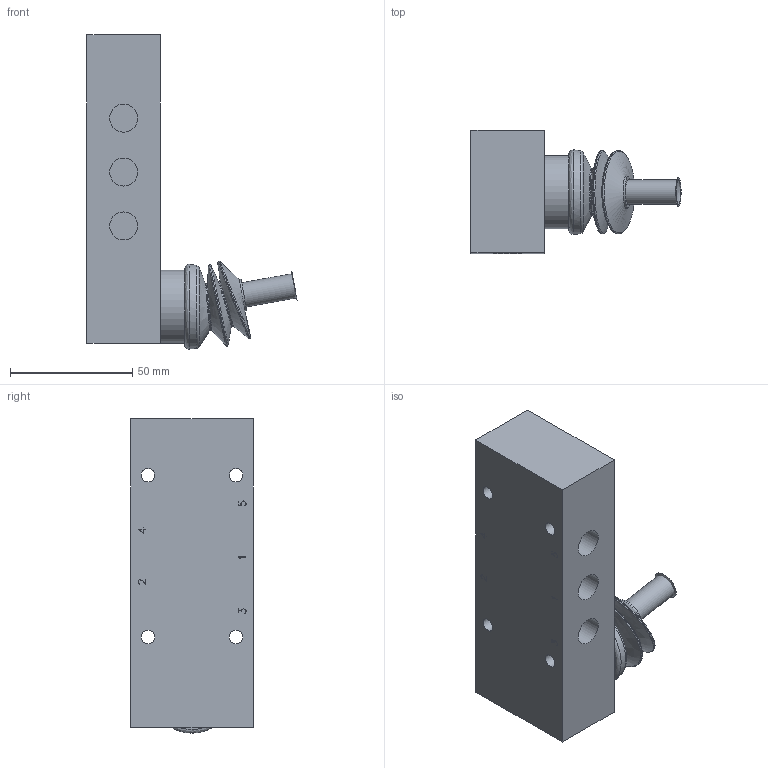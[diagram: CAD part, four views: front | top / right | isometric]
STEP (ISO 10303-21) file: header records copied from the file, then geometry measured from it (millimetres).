
FILE_DESCRIPTION (( 'STEP AP214' ), '1' );
FILE_NAME ('HR-14-520_Airtec.step', '2018-11-14T13:56:07', ( '' ), ( '' ), 'SwSTEP 2.0', 'SolidWorks 2010', '' );
FILE_SCHEMA (( 'AUTOMOTIVE_DESIGN' ));
Length unit declared in the file: millimetre
Products named in the file (1): HR-14-520_Airtec
Bounding box: 85.77 x 50 x 128.3 mm (x, y, z)
Volume: 205025.8 mm3; surface area: 32484 mm2
Topology: 1 solids, 1 shells, 287 faces, 787 edges, 522 vertices
Faces by surface type: plane 254, bspline 16, cylinder 16, cone 1
Full cylindrical faces by diameter (mm): 5.5 x4, 10 x1, 11.445 x5, 13 x1, 30 x1, 34 x2
Entity records: 12940 total; most frequent: CARTESIAN_POINT 5831, ORIENTED_EDGE 1506, DIRECTION 1289, EDGE_CURVE 753, LINE 697, VECTOR 697, VERTEX_POINT 517, EDGE_LOOP 344
